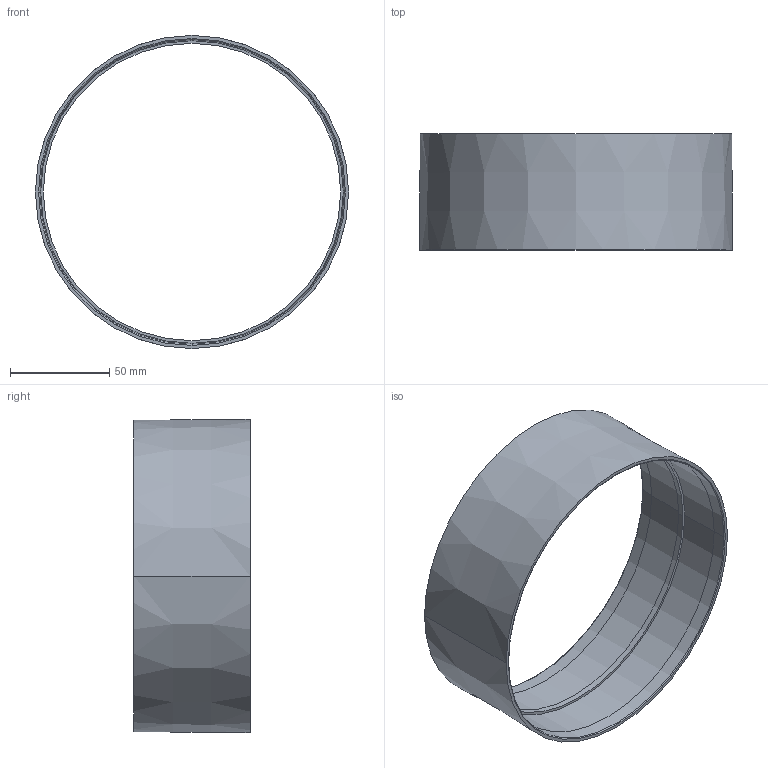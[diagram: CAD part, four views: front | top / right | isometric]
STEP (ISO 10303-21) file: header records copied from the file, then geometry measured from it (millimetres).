
FILE_DESCRIPTION(('STEP AP203'),'1');
FILE_NAME('V 4052017 R-VBS 150 Rohrverbinder.STP','2019-03-04T10:20:09',(' '),(' '),'Spatial InterOp 3D',' ',' ');
FILE_SCHEMA(('CONFIG_CONTROL_DESIGN'));
Length unit declared in the file: millimetre
Products named in the file (1): 1
Bounding box: 157.7 x 58.5 x 157.7 mm (x, y, z)
Volume: 66932.3 mm3; surface area: 59812.1 mm2
Topology: 1 solids, 1 shells, 20 faces, 46 edges, 30 vertices
Faces by surface type: cone 10, torus 4, plane 4, cylinder 2
Entity records: 636 total; most frequent: DIRECTION 122, CARTESIAN_POINT 97, ORIENTED_EDGE 92, AXIS2_PLACEMENT_3D 55, EDGE_CURVE 46, CIRCLE 34, VERTEX_POINT 30, EDGE_LOOP 24
